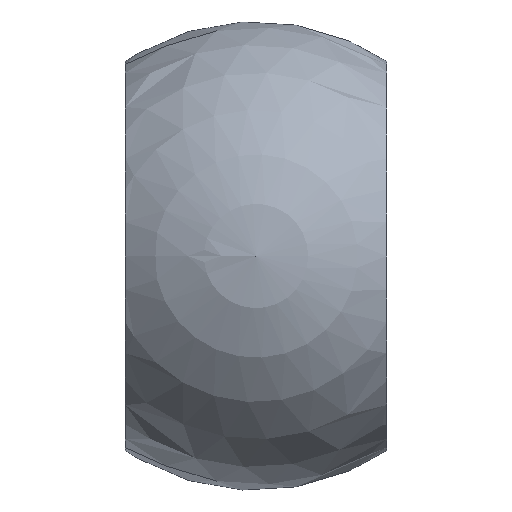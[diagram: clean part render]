
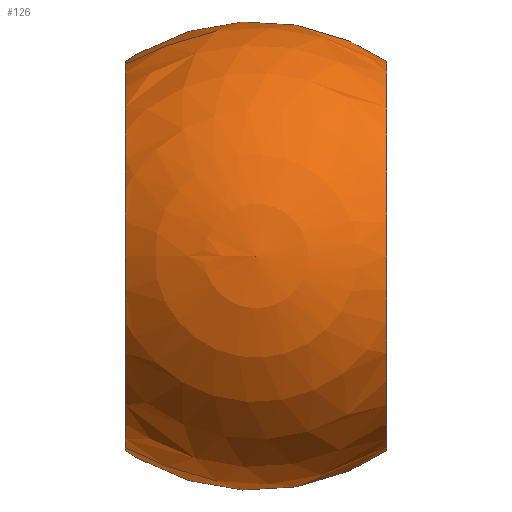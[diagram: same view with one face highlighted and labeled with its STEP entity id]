
A CAD part, left-side view. The second image highlights one B-rep face of the part: STEP entity #126.
In plain terms, the highlighted spherical face has radius 4.485 mm.
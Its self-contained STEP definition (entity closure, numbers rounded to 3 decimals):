
#16=SPHERICAL_SURFACE('',#153,4.485);
#18=FACE_BOUND('',#32,.T.);
#24=FACE_OUTER_BOUND('',#31,.T.);
#31=EDGE_LOOP('',(#99,#100,#101,#102,#103,#104,#105));
#32=EDGE_LOOP('',(#106));
#47=CIRCLE('',#150,3.724);
#48=CIRCLE('',#151,3.724);
#49=CIRCLE('',#152,3.724);
#50=CIRCLE('',#154,4.485);
#51=CIRCLE('',#155,4.485);
#52=CIRCLE('',#156,3.724);
#61=VERTEX_POINT('',#221);
#62=VERTEX_POINT('',#222);
#63=VERTEX_POINT('',#224);
#64=VERTEX_POINT('',#228);
#65=VERTEX_POINT('',#230);
#66=VERTEX_POINT('',#232);
#76=EDGE_CURVE('',#61,#62,#47,.T.);
#77=EDGE_CURVE('',#63,#61,#48,.T.);
#78=EDGE_CURVE('',#62,#63,#49,.T.);
#79=EDGE_CURVE('',#64,#62,#50,.T.);
#80=EDGE_CURVE('',#63,#65,#51,.T.);
#81=EDGE_CURVE('',#66,#66,#52,.T.);
#99=ORIENTED_EDGE('',*,*,#76,.T.);
#100=ORIENTED_EDGE('',*,*,#79,.F.);
#101=ORIENTED_EDGE('',*,*,#79,.T.);
#102=ORIENTED_EDGE('',*,*,#78,.T.);
#103=ORIENTED_EDGE('',*,*,#80,.T.);
#104=ORIENTED_EDGE('',*,*,#80,.F.);
#105=ORIENTED_EDGE('',*,*,#77,.T.);
#106=ORIENTED_EDGE('',*,*,#81,.F.);
#126=ADVANCED_FACE('',(#24,#18),#16,.T.);
#150=AXIS2_PLACEMENT_3D('',#223,#179,#180);
#151=AXIS2_PLACEMENT_3D('',#225,#181,#182);
#152=AXIS2_PLACEMENT_3D('',#226,#183,#184);
#153=AXIS2_PLACEMENT_3D('',#227,#185,#186);
#154=AXIS2_PLACEMENT_3D('',#229,#187,#188);
#155=AXIS2_PLACEMENT_3D('',#231,#189,#190);
#156=AXIS2_PLACEMENT_3D('',#233,#191,#192);
#179=DIRECTION('center_axis',(0.,-1.,0.));
#180=DIRECTION('ref_axis',(1.,0.,0.));
#181=DIRECTION('center_axis',(0.,-1.,0.));
#182=DIRECTION('ref_axis',(1.,0.,0.));
#183=DIRECTION('center_axis',(0.,-1.,0.));
#184=DIRECTION('ref_axis',(1.,0.,0.));
#185=DIRECTION('center_axis',(1.,0.,0.));
#186=DIRECTION('ref_axis',(0.,-1.,0.));
#187=DIRECTION('center_axis',(0.,0.,1.));
#188=DIRECTION('ref_axis',(0.,1.,0.));
#189=DIRECTION('center_axis',(0.,0.,1.));
#190=DIRECTION('ref_axis',(0.,1.,0.));
#191=DIRECTION('center_axis',(0.,-1.,0.));
#192=DIRECTION('ref_axis',(1.,0.,0.));
#221=CARTESIAN_POINT('',(0.,2.5,-3.724));
#222=CARTESIAN_POINT('',(3.724,2.5,0.));
#223=CARTESIAN_POINT('Origin',(0.,2.5,0.));
#224=CARTESIAN_POINT('',(-3.724,2.5,0.));
#225=CARTESIAN_POINT('Origin',(0.,2.5,0.));
#226=CARTESIAN_POINT('Origin',(0.,2.5,0.));
#227=CARTESIAN_POINT('Origin',(0.,0.,0.));
#228=CARTESIAN_POINT('',(4.485,0.,0.));
#229=CARTESIAN_POINT('Origin',(0.,0.,0.));
#230=CARTESIAN_POINT('',(-4.485,0.,0.));
#231=CARTESIAN_POINT('Origin',(0.,0.,0.));
#232=CARTESIAN_POINT('',(0.,-2.5,-3.724));
#233=CARTESIAN_POINT('Origin',(0.,-2.5,0.));
